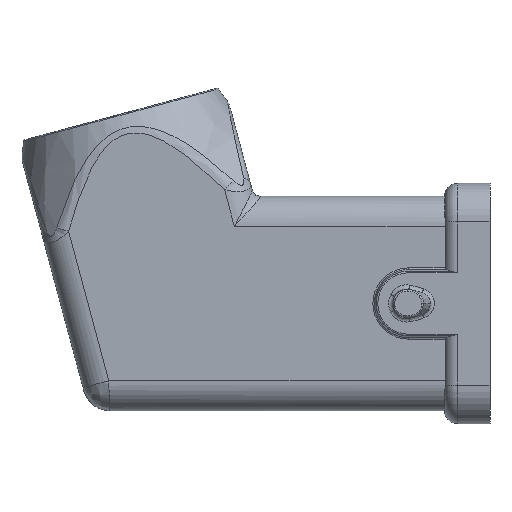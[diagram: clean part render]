
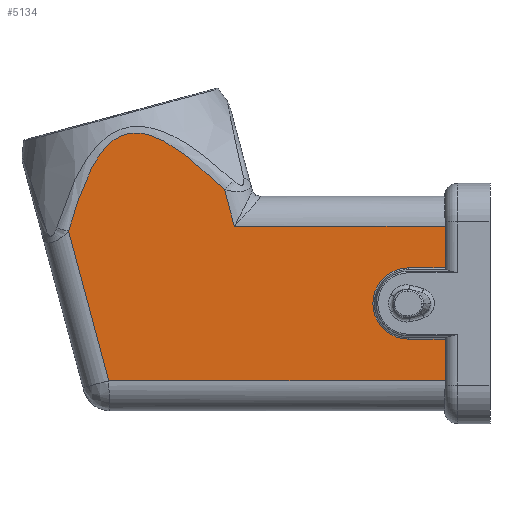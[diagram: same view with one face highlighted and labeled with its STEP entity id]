
A CAD part, left-side view. The second image highlights one B-rep face of the part: STEP entity #5134.
In plain terms, the highlighted planar face has unit normal (-1, 0, 0).
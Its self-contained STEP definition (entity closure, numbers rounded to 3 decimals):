
#25 = VECTOR ( 'NONE', #7618, 1000. ) ;
#269 = DIRECTION ( 'NONE',  ( 0., 0., 1. ) ) ;
#332 = LINE ( 'NONE', #2768, #9097 ) ;
#348 = CARTESIAN_POINT ( 'NONE',  ( -12.5, 37.025, 18.378 ) ) ;
#440 = CARTESIAN_POINT ( 'NONE',  ( -12.5, 42.134, 19.802 ) ) ;
#529 = CARTESIAN_POINT ( 'NONE',  ( -12.5, 46.385, 15.846 ) ) ;
#706 = ORIENTED_EDGE ( 'NONE', *, *, #10640, .T. ) ;
#808 = CARTESIAN_POINT ( 'NONE',  ( -12.5, 9.5, -4.153 ) ) ;
#896 = ORIENTED_EDGE ( 'NONE', *, *, #12091, .T. ) ;
#1046 = EDGE_CURVE ( 'NONE', #10508, #10722, #6566, .T. ) ;
#1352 = CARTESIAN_POINT ( 'NONE',  ( -12.5, 38.015, 18.946 ) ) ;
#1440 = VERTEX_POINT ( 'NONE', #3537 ) ;
#1453 = CARTESIAN_POINT ( 'NONE',  ( -12.5, 42.682, 19.653 ) ) ;
#1479 = DIRECTION ( 'NONE',  ( 0., 1., 0. ) ) ;
#1544 = CARTESIAN_POINT ( 'NONE',  ( -12.5, 48.472, 10.606 ) ) ;
#1660 = DIRECTION ( 'NONE',  ( 0., 0.259, 0.966 ) ) ;
#1782 = CARTESIAN_POINT ( 'NONE',  ( -12.5, 44.428, -9. ) ) ;
#1877 = CARTESIAN_POINT ( 'NONE',  ( -12.5, 5.214, -4.153 ) ) ;
#1882 = CARTESIAN_POINT ( 'NONE',  ( -12.5, 9.5, -4.153 ) ) ;
#1889 = CARTESIAN_POINT ( 'NONE',  ( -12.5, 29.788, 9. ) ) ;
#2105 = VECTOR ( 'NONE', #1660, 1000. ) ;
#2400 = CARTESIAN_POINT ( 'NONE',  ( -12.5, 41.854, 19.847 ) ) ;
#2488 = CARTESIAN_POINT ( 'NONE',  ( -12.5, 42.952, 19.548 ) ) ;
#2767 = VERTEX_POINT ( 'NONE', #1782 ) ;
#2768 = CARTESIAN_POINT ( 'NONE',  ( -12.5, 5.214, -9. ) ) ;
#3061 = DIRECTION ( 'NONE',  ( 0., -1., 0. ) ) ;
#3084 = DIRECTION ( 'NONE',  ( 1., 0., 0. ) ) ;
#3177 = CARTESIAN_POINT ( 'NONE',  ( -12.5, 44.643, -8.198 ) ) ;
#3208 = CARTESIAN_POINT ( 'NONE',  ( -12.5, 43.705, 19.136 ) ) ;
#3476 = CARTESIAN_POINT ( 'NONE',  ( -12.5, 44.378, 18.598 ) ) ;
#3537 = CARTESIAN_POINT ( 'NONE',  ( -12.5, 5.214, -9. ) ) ;
#3562 = CARTESIAN_POINT ( 'NONE',  ( -12.5, 40.144, 19.772 ) ) ;
#3593 = VERTEX_POINT ( 'NONE', #11305 ) ;
#3692 = LINE ( 'NONE', #9791, #3739 ) ;
#3739 = VECTOR ( 'NONE', #8587, 1000. ) ;
#4236 = CARTESIAN_POINT ( 'NONE',  ( -12.5, 44.162, 18.791 ) ) ;
#4525 = VECTOR ( 'NONE', #3061, 1000. ) ;
#4598 = CARTESIAN_POINT ( 'NONE',  ( -12.5, 41.283, 19.883 ) ) ;
#4649 = LINE ( 'NONE', #11299, #8885 ) ;
#5134 = ADVANCED_FACE ( 'NONE', ( #12807 ), #9641, .T. ) ;
#5356 = CARTESIAN_POINT ( 'NONE',  ( -12.5, 38.524, 19.201 ) ) ;
#5547 = CARTESIAN_POINT ( 'NONE',  ( -12.5, 35.153, 17.083 ) ) ;
#5562 = EDGE_CURVE ( 'NONE', #6858, #8552, #4649, .T. ) ;
#5634 = DIRECTION ( 'NONE',  ( 0., 0., 1. ) ) ;
#5712 = EDGE_CURVE ( 'NONE', #8552, #3593, #13151, .T. ) ;
#6496 = ORIENTED_EDGE ( 'NONE', *, *, #5562, .T. ) ;
#6500 = VERTEX_POINT ( 'NONE', #1877 ) ;
#6566 = LINE ( 'NONE', #8742, #2105 ) ;
#6581 = CARTESIAN_POINT ( 'NONE',  ( -12.5, 44.967, 17.98 ) ) ;
#6720 = CARTESIAN_POINT ( 'NONE',  ( -12.5, 9.5, 4.153 ) ) ;
#6843 = B_SPLINE_CURVE_WITH_KNOTS ( 'NONE', 3,
 ( #10699, #10603, #7495, #8435, #5547, #11597, #348, #1352, #5356, #10414, #3562, #12705, #4598, #2400, #440, #1453, #2488, #8333, #3208, #4236, #3476, #12426, #6581, #10513, #9278, #529, #8619, #9643, #10319, #1544, #11341, #12336 ),
 .UNSPECIFIED., .F., .F.,
 ( 4, 2, 2, 2, 2, 2, 2, 2, 2, 2, 2, 2, 2, 2, 2, 4 ),
 ( 0., 0.003, 0.007, 0.008, 0.01, 0.012, 0.013, 0.014, 0.014, 0.015, 0.016, 0.017, 0.019, 0.02, 0.024, 0.027 ),
 .UNSPECIFIED. ) ;
#6858 = VERTEX_POINT ( 'NONE', #6720 ) ;
#7061 = ORIENTED_EDGE ( 'NONE', *, *, #8583, .T. ) ;
#7284 = DIRECTION ( 'NONE',  ( 0., -0.259, -0.966 ) ) ;
#7341 = LINE ( 'NONE', #808, #7366 ) ;
#7366 = VECTOR ( 'NONE', #1479, 1000. ) ;
#7383 = ORIENTED_EDGE ( 'NONE', *, *, #8080, .T. ) ;
#7471 = VERTEX_POINT ( 'NONE', #11956 ) ;
#7495 = CARTESIAN_POINT ( 'NONE',  ( -12.5, 32.573, 14.869 ) ) ;
#7559 = EDGE_LOOP ( 'NONE', ( #9083, #706, #896, #9441, #7061, #8936, #7383, #6496, #9560, #10768 ) ) ;
#7618 = DIRECTION ( 'NONE',  ( 0., 0., 1. ) ) ;
#7753 = CARTESIAN_POINT ( 'NONE',  ( -12.5, 5.3, -9. ) ) ;
#7904 = EDGE_CURVE ( 'NONE', #10508, #3593, #13104, .T. ) ;
#8080 = EDGE_CURVE ( 'NONE', #8542, #6858, #13064, .T. ) ;
#8106 = AXIS2_PLACEMENT_3D ( 'NONE', #10372, #3084, #11554 ) ;
#8187 = LINE ( 'NONE', #3177, #12516 ) ;
#8333 = CARTESIAN_POINT ( 'NONE',  ( -12.5, 43.464, 19.289 ) ) ;
#8433 = DIRECTION ( 'NONE',  ( -1., 0., 0. ) ) ;
#8435 = CARTESIAN_POINT ( 'NONE',  ( -12.5, 34.276, 16.365 ) ) ;
#8542 = VERTEX_POINT ( 'NONE', #1882 ) ;
#8552 = VERTEX_POINT ( 'NONE', #10086 ) ;
#8583 = EDGE_CURVE ( 'NONE', #1440, #6500, #332, .T. ) ;
#8587 = DIRECTION ( 'NONE',  ( 0., 1., 0. ) ) ;
#8619 = CARTESIAN_POINT ( 'NONE',  ( -12.5, 46.64, 15.341 ) ) ;
#8735 = CARTESIAN_POINT ( 'NONE',  ( -12.5, 30.938, 13.291 ) ) ;
#8742 = CARTESIAN_POINT ( 'NONE',  ( -12.5, 23.648, -13.916 ) ) ;
#8885 = VECTOR ( 'NONE', #12124, 1000. ) ;
#8936 = ORIENTED_EDGE ( 'NONE', *, *, #10813, .T. ) ;
#9083 = ORIENTED_EDGE ( 'NONE', *, *, #1046, .T. ) ;
#9097 = VECTOR ( 'NONE', #269, 1000. ) ;
#9258 = AXIS2_PLACEMENT_3D ( 'NONE', #7753, #8433, #5634 ) ;
#9278 = CARTESIAN_POINT ( 'NONE',  ( -12.5, 45.815, 16.832 ) ) ;
#9441 = ORIENTED_EDGE ( 'NONE', *, *, #12201, .F. ) ;
#9560 = ORIENTED_EDGE ( 'NONE', *, *, #5712, .T. ) ;
#9641 = PLANE ( 'NONE',  #9258 ) ;
#9643 = CARTESIAN_POINT ( 'NONE',  ( -12.5, 47.348, 13.803 ) ) ;
#9743 = CARTESIAN_POINT ( 'NONE',  ( -12.5, 29.788, 9. ) ) ;
#9791 = CARTESIAN_POINT ( 'NONE',  ( -12.5, 5.3, -9. ) ) ;
#10086 = CARTESIAN_POINT ( 'NONE',  ( -12.5, 5.214, 4.153 ) ) ;
#10319 = CARTESIAN_POINT ( 'NONE',  ( -12.5, 47.747, 12.747 ) ) ;
#10372 = CARTESIAN_POINT ( 'NONE',  ( -12.5, 9.5, 0. ) ) ;
#10414 = CARTESIAN_POINT ( 'NONE',  ( -12.5, 39.586, 19.614 ) ) ;
#10453 = CARTESIAN_POINT ( 'NONE',  ( -12.5, 5.214, -9. ) ) ;
#10508 = VERTEX_POINT ( 'NONE', #9743 ) ;
#10513 = CARTESIAN_POINT ( 'NONE',  ( -12.5, 45.499, 17.313 ) ) ;
#10603 = CARTESIAN_POINT ( 'NONE',  ( -12.5, 31.748, 14.089 ) ) ;
#10640 = EDGE_CURVE ( 'NONE', #10722, #7471, #6843, .T. ) ;
#10699 = CARTESIAN_POINT ( 'NONE',  ( -12.5, 30.938, 13.291 ) ) ;
#10722 = VERTEX_POINT ( 'NONE', #8735 ) ;
#10768 = ORIENTED_EDGE ( 'NONE', *, *, #7904, .F. ) ;
#10813 = EDGE_CURVE ( 'NONE', #6500, #8542, #7341, .T. ) ;
#11299 = CARTESIAN_POINT ( 'NONE',  ( -12.5, 5.3, 4.153 ) ) ;
#11305 = CARTESIAN_POINT ( 'NONE',  ( -12.5, 5.214, 9. ) ) ;
#11341 = CARTESIAN_POINT ( 'NONE',  ( -12.5, 48.796, 9.518 ) ) ;
#11554 = DIRECTION ( 'NONE',  ( 0., 0., 1. ) ) ;
#11597 = CARTESIAN_POINT ( 'NONE',  ( -12.5, 36.546, 18.065 ) ) ;
#11956 = CARTESIAN_POINT ( 'NONE',  ( -12.5, 49.097, 8.425 ) ) ;
#12091 = EDGE_CURVE ( 'NONE', #7471, #2767, #8187, .T. ) ;
#12124 = DIRECTION ( 'NONE',  ( 0., -1., 0. ) ) ;
#12201 = EDGE_CURVE ( 'NONE', #1440, #2767, #3692, .T. ) ;
#12336 = CARTESIAN_POINT ( 'NONE',  ( -12.5, 49.097, 8.425 ) ) ;
#12426 = CARTESIAN_POINT ( 'NONE',  ( -12.5, 44.78, 18.194 ) ) ;
#12516 = VECTOR ( 'NONE', #7284, 1000. ) ;
#12705 = CARTESIAN_POINT ( 'NONE',  ( -12.5, 40.993, 19.872 ) ) ;
#12807 = FACE_OUTER_BOUND ( 'NONE', #7559, .T. ) ;
#13064 = CIRCLE ( 'NONE', #8106, 4.153 ) ;
#13104 = LINE ( 'NONE', #1889, #4525 ) ;
#13151 = LINE ( 'NONE', #10453, #25 ) ;
